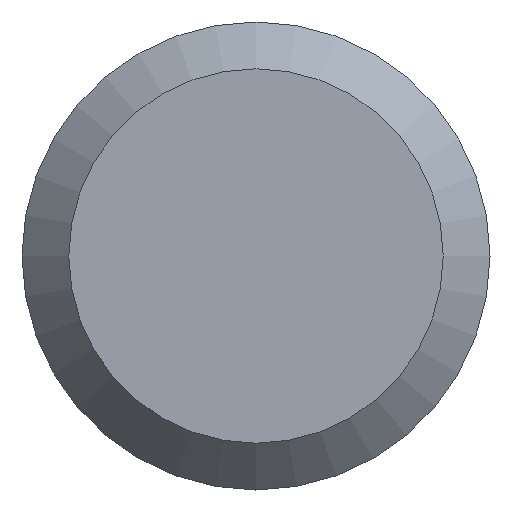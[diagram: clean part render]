
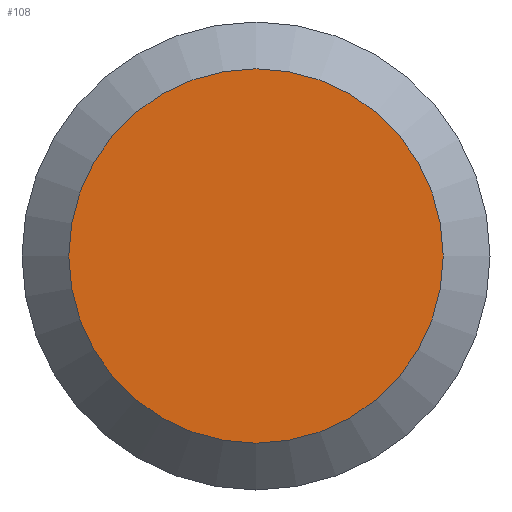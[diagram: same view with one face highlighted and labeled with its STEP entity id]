
A CAD part, left-side view. The second image highlights one B-rep face of the part: STEP entity #108.
In plain terms, the highlighted planar face has unit normal (-1, 0, 0).
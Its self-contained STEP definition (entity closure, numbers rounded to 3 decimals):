
#1 = CARTESIAN_POINT ( 'NONE',  ( 0., 0., 0. ) ) ;
#31 = AXIS2_PLACEMENT_3D ( 'NONE', #1, #202, #161 ) ;
#47 = EDGE_CURVE ( 'NONE', #72, #72, #71, .T. ) ;
#71 = CIRCLE ( 'NONE', #31, 0.92 ) ;
#72 = VERTEX_POINT ( 'NONE', #80 ) ;
#80 = CARTESIAN_POINT ( 'NONE',  ( 0., 0., -0.92 ) ) ;
#92 = EDGE_LOOP ( 'NONE', ( #150 ) ) ;
#94 = DIRECTION ( 'NONE',  ( 0., 0., -1. ) ) ;
#103 = AXIS2_PLACEMENT_3D ( 'NONE', #211, #116, #94 ) ;
#108 = ADVANCED_FACE ( 'NONE', ( #139 ), #145, .F. ) ;
#116 = DIRECTION ( 'NONE',  ( 1., 0., 0. ) ) ;
#139 = FACE_OUTER_BOUND ( 'NONE', #92, .T. ) ;
#145 = PLANE ( 'NONE',  #103 ) ;
#150 = ORIENTED_EDGE ( 'NONE', *, *, #47, .T. ) ;
#161 = DIRECTION ( 'NONE',  ( 0., 0., -1. ) ) ;
#202 = DIRECTION ( 'NONE',  ( -1., 0., 0. ) ) ;
#211 = CARTESIAN_POINT ( 'NONE',  ( 0., 1.15, 0. ) ) ;
